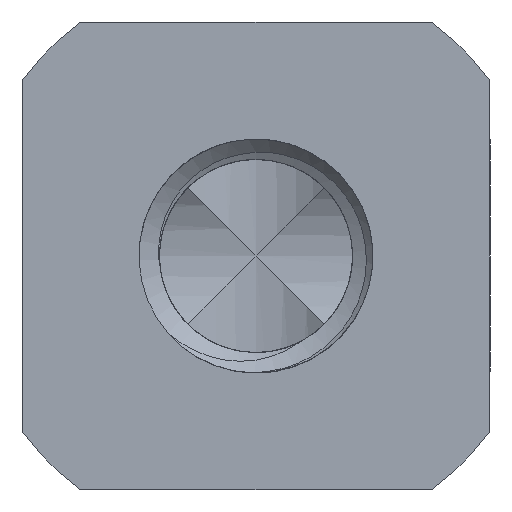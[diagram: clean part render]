
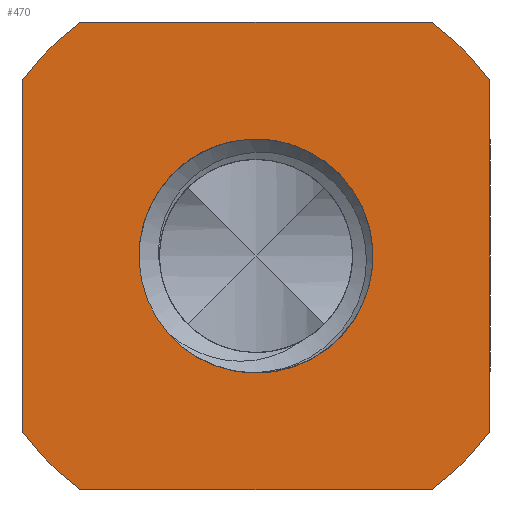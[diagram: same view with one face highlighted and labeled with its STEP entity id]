
A CAD part, front view. The second image highlights one B-rep face of the part: STEP entity #470.
In plain terms, the highlighted planar face has unit normal (0, -1, 0).
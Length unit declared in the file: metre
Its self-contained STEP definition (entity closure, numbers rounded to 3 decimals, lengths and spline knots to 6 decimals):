
#470 = ADVANCED_FACE( 'NONE', ( #1055, #1056 ), #1057, .F. );
#1055 = FACE_OUTER_BOUND( '', #3096, .T. );
#1056 = FACE_BOUND( '', #3097, .T. );
#1057 = PLANE( '', #3098 );
#3096 = EDGE_LOOP( '', ( #4825, #4826, #4827, #4828, #4829, #4830, #4831, #4832 ) );
#3097 = EDGE_LOOP( '', ( #4833, #4834 ) );
#3098 = AXIS2_PLACEMENT_3D( '', #4835, #4836, #4837 );
#4825 = ORIENTED_EDGE( '', *, *, #5647, .F. );
#4826 = ORIENTED_EDGE( '', *, *, #5617, .F. );
#4827 = ORIENTED_EDGE( '', *, *, #5527, .F. );
#4828 = ORIENTED_EDGE( '', *, *, #4960, .F. );
#4829 = ORIENTED_EDGE( '', *, *, #5642, .T. );
#4830 = ORIENTED_EDGE( '', *, *, #5320, .F. );
#4831 = ORIENTED_EDGE( '', *, *, #5213, .T. );
#4832 = ORIENTED_EDGE( '', *, *, #5551, .F. );
#4833 = ORIENTED_EDGE( '', *, *, #4924, .T. );
#4834 = ORIENTED_EDGE( '', *, *, #5620, .T. );
#4835 = CARTESIAN_POINT( '', ( 0., -0.004, 0. ) );
#4836 = DIRECTION( '', ( 0., 1., 0. ) );
#4837 = DIRECTION( '', ( 1., 0., 0. ) );
#4924 = EDGE_CURVE( 'NONE', #5689, #5721, #5723, .T. );
#4960 = EDGE_CURVE( 'NONE', #5788, #5789, #5790, .T. );
#5213 = EDGE_CURVE( 'NONE', #6232, #6233, #6234, .T. );
#5320 = EDGE_CURVE( 'NONE', #6232, #6415, #6416, .T. );
#5527 = EDGE_CURVE( 'NONE', #5789, #6728, #6729, .T. );
#5551 = EDGE_CURVE( 'NONE', #6764, #6233, #6765, .T. );
#5617 = EDGE_CURVE( 'NONE', #6728, #6868, #6869, .T. );
#5620 = EDGE_CURVE( 'NONE', #5721, #5689, #6872, .T. );
#5642 = EDGE_CURVE( 'NONE', #5788, #6415, #6897, .T. );
#5647 = EDGE_CURVE( 'NONE', #6868, #6764, #6902, .T. );
#5689 = VERTEX_POINT( 'NONE', #7121 );
#5721 = VERTEX_POINT( 'NONE', #7358 );
#5723 = CIRCLE( '', #7373, 0.002 );
#5788 = VERTEX_POINT( 'NONE', #7523 );
#5789 = VERTEX_POINT( 'NONE', #7524 );
#5790 = CIRCLE( '', #7525, 0.005 );
#6232 = VERTEX_POINT( 'NONE', #9131 );
#6233 = VERTEX_POINT( 'NONE', #9132 );
#6234 = LINE( '', #9133, #9134 );
#6415 = VERTEX_POINT( 'NONE', #9803 );
#6416 = CIRCLE( '', #9804, 0.005 );
#6728 = VERTEX_POINT( 'NONE', #11030 );
#6729 = LINE( '', #11031, #11032 );
#6764 = VERTEX_POINT( 'NONE', #11068 );
#6765 = CIRCLE( '', #11069, 0.005 );
#6868 = VERTEX_POINT( 'NONE', #11626 );
#6869 = CIRCLE( '', #11627, 0.005 );
#6872 = CIRCLE( '', #11631, 0.002 );
#6897 = LINE( '', #11676, #11677 );
#6902 = LINE( '', #11682, #11683 );
#7121 = CARTESIAN_POINT( '', ( -0.000102, -0.004, -0.001997 ) );
#7358 = CARTESIAN_POINT( '', ( -0.001499, -0.004, -0.001324 ) );
#7373 = AXIS2_PLACEMENT_3D( '', #11704, #11705, #11706 );
#7523 = CARTESIAN_POINT( '', ( -0.003, -0.004, -0.004 ) );
#7524 = CARTESIAN_POINT( '', ( -0.004, -0.004, -0.003 ) );
#7525 = AXIS2_PLACEMENT_3D( '', #11758, #11759, #11760 );
#9131 = CARTESIAN_POINT( '', ( 0.004, -0.004, -0.003 ) );
#9132 = CARTESIAN_POINT( '', ( 0.004, -0.004, 0.003 ) );
#9133 = CARTESIAN_POINT( '', ( 0.004, -0.004, 0. ) );
#9134 = VECTOR( '', #12054, 1. );
#9803 = CARTESIAN_POINT( '', ( 0.003, -0.004, -0.004 ) );
#9804 = AXIS2_PLACEMENT_3D( '', #12190, #12191, #12192 );
#11030 = CARTESIAN_POINT( '', ( -0.004, -0.004, 0.003 ) );
#11031 = CARTESIAN_POINT( '', ( -0.004, -0.004, 0. ) );
#11032 = VECTOR( '', #12401, 1. );
#11068 = CARTESIAN_POINT( '', ( 0.003, -0.004, 0.004 ) );
#11069 = AXIS2_PLACEMENT_3D( '', #12448, #12449, #12450 );
#11626 = CARTESIAN_POINT( '', ( -0.003, -0.004, 0.004 ) );
#11627 = AXIS2_PLACEMENT_3D( '', #12497, #12498, #12499 );
#11631 = AXIS2_PLACEMENT_3D( '', #12501, #12502, #12503 );
#11676 = CARTESIAN_POINT( '', ( 0., -0.004, -0.004 ) );
#11677 = VECTOR( '', #12519, 1. );
#11682 = CARTESIAN_POINT( '', ( 0., -0.004, 0.004 ) );
#11683 = VECTOR( '', #12520, 1. );
#11704 = CARTESIAN_POINT( '', ( 0., -0.004, 0. ) );
#11705 = DIRECTION( '', ( 0., 1., 0. ) );
#11706 = DIRECTION( '', ( 0., 0., 1. ) );
#11758 = CARTESIAN_POINT( '', ( 0., -0.004, 0. ) );
#11759 = DIRECTION( '', ( 0., 1., 0. ) );
#11760 = DIRECTION( '', ( 0., 0., 1. ) );
#12054 = DIRECTION( '', ( 0., 0., 1. ) );
#12190 = CARTESIAN_POINT( '', ( 0., -0.004, 0. ) );
#12191 = DIRECTION( '', ( 0., 1., 0. ) );
#12192 = DIRECTION( '', ( 0., 0., 1. ) );
#12401 = DIRECTION( '', ( 0., 0., 1. ) );
#12448 = CARTESIAN_POINT( '', ( 0., -0.004, 0. ) );
#12449 = DIRECTION( '', ( 0., 1., 0. ) );
#12450 = DIRECTION( '', ( 0., 0., 1. ) );
#12497 = CARTESIAN_POINT( '', ( 0., -0.004, 0. ) );
#12498 = DIRECTION( '', ( 0., 1., 0. ) );
#12499 = DIRECTION( '', ( 0., 0., 1. ) );
#12501 = CARTESIAN_POINT( '', ( 0., -0.004, 0. ) );
#12502 = DIRECTION( '', ( 0., 1., 0. ) );
#12503 = DIRECTION( '', ( 0., 0., 1. ) );
#12519 = DIRECTION( '', ( 1., 0., 0. ) );
#12520 = DIRECTION( '', ( 1., 0., 0. ) );
